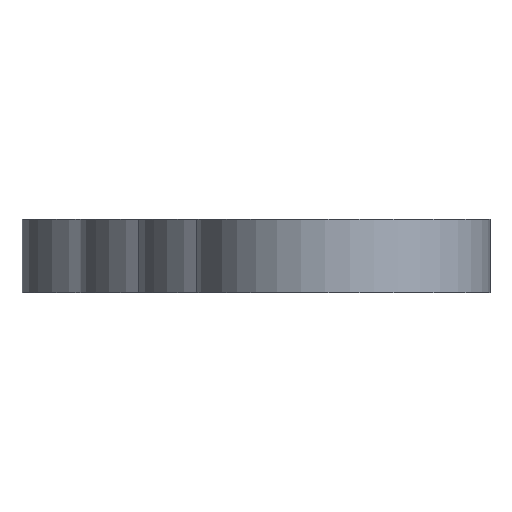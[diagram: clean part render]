
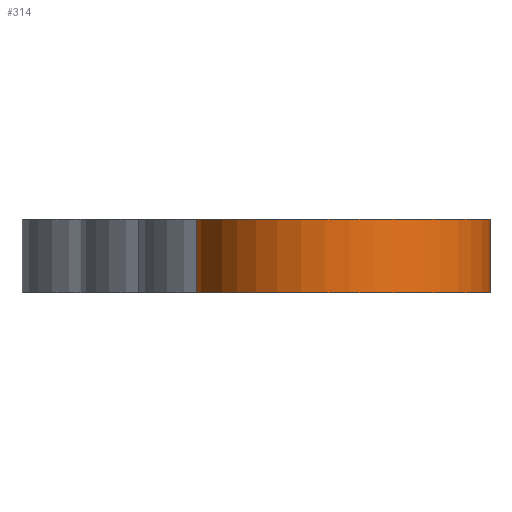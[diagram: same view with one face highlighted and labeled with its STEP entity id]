
A CAD part, left-side view. The second image highlights one B-rep face of the part: STEP entity #314.
In plain terms, the highlighted cylindrical face has radius 6 mm (diameter 12 mm), a partial arc.
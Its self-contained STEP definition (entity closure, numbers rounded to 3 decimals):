
#44=FACE_OUTER_BOUND('',#60,.T.);
#60=EDGE_LOOP('',(#261,#262,#263,#264));
#82=LINE('',#485,#108);
#96=LINE('',#524,#122);
#108=VECTOR('',#394,10.);
#122=VECTOR('',#432,10.);
#137=CIRCLE('',#347,6.);
#138=CIRCLE('',#348,6.);
#152=VERTEX_POINT('',#482);
#153=VERTEX_POINT('',#484);
#165=VERTEX_POINT('',#520);
#166=VERTEX_POINT('',#522);
#186=EDGE_CURVE('',#152,#153,#82,.T.);
#206=EDGE_CURVE('',#165,#166,#96,.T.);
#207=EDGE_CURVE('',#152,#165,#137,.T.);
#208=EDGE_CURVE('',#153,#166,#138,.T.);
#261=ORIENTED_EDGE('',*,*,#207,.T.);
#262=ORIENTED_EDGE('',*,*,#206,.T.);
#263=ORIENTED_EDGE('',*,*,#208,.F.);
#264=ORIENTED_EDGE('',*,*,#186,.F.);
#300=CYLINDRICAL_SURFACE('',#346,6.);
#314=ADVANCED_FACE('',(#44),#300,.T.);
#346=AXIS2_PLACEMENT_3D('',#525,#433,#434);
#347=AXIS2_PLACEMENT_3D('',#526,#435,#436);
#348=AXIS2_PLACEMENT_3D('',#527,#437,#438);
#394=DIRECTION('',(0.,0.,-1.));
#432=DIRECTION('',(0.,0.,-1.));
#433=DIRECTION('center_axis',(0.,0.,-1.));
#434=DIRECTION('ref_axis',(-0.492,0.871,0.));
#435=DIRECTION('center_axis',(0.,0.,-1.));
#436=DIRECTION('ref_axis',(1.,0.,0.));
#437=DIRECTION('center_axis',(0.,0.,-1.));
#438=DIRECTION('ref_axis',(1.,0.,0.));
#482=CARTESIAN_POINT('',(-96.171,38.611,4.6));
#484=CARTESIAN_POINT('',(-96.171,38.611,1.6));
#485=CARTESIAN_POINT('',(-96.171,38.611,4.6));
#520=CARTESIAN_POINT('',(-91.033,41.512,4.6));
#522=CARTESIAN_POINT('',(-91.033,41.512,1.6));
#524=CARTESIAN_POINT('',(-91.033,41.512,4.6));
#525=CARTESIAN_POINT('Origin',(-96.171,44.611,4.6));
#526=CARTESIAN_POINT('Origin',(-96.171,44.611,4.6));
#527=CARTESIAN_POINT('Origin',(-96.171,44.611,1.6));
